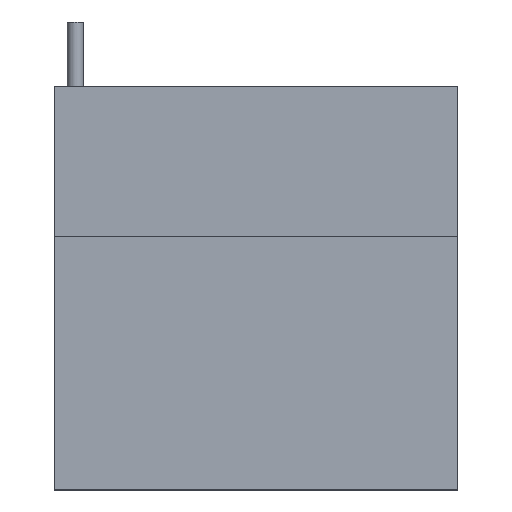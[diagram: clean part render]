
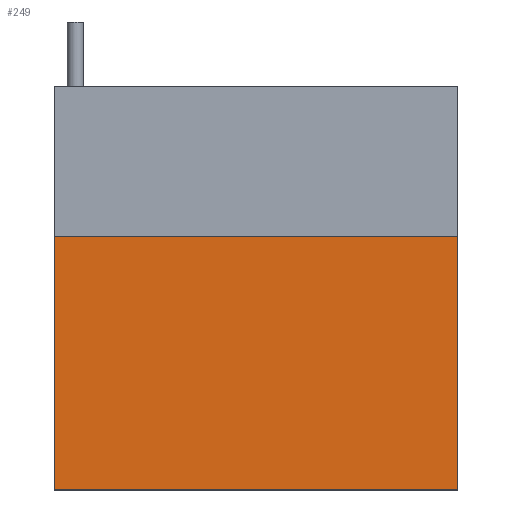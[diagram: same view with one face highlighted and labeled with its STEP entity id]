
A CAD part, top view. The second image highlights one B-rep face of the part: STEP entity #249.
In plain terms, the highlighted planar face has unit normal (0, 0, 1).
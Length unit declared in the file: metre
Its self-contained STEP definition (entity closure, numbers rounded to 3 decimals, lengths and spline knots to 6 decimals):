
#24=LINE('',#450,#48);
#28=LINE('',#458,#52);
#31=LINE('',#464,#55);
#33=LINE('',#467,#57);
#48=VECTOR('',#380,1.);
#52=VECTOR('',#386,1.);
#55=VECTOR('',#391,1.);
#57=VECTOR('',#395,1.);
#81=PLANE('',#322);
#131=ORIENTED_EDGE('',*,*,#157,.F.);
#132=ORIENTED_EDGE('',*,*,#161,.F.);
#133=ORIENTED_EDGE('',*,*,#164,.T.);
#134=ORIENTED_EDGE('',*,*,#166,.F.);
#157=EDGE_CURVE('',#181,#182,#24,.T.);
#161=EDGE_CURVE('',#184,#181,#28,.T.);
#164=EDGE_CURVE('',#184,#186,#31,.T.);
#166=EDGE_CURVE('',#182,#186,#33,.T.);
#181=VERTEX_POINT('',#449);
#182=VERTEX_POINT('',#451);
#184=VERTEX_POINT('',#457);
#186=VERTEX_POINT('',#463);
#209=EDGE_LOOP('',(#131,#132,#133,#134));
#229=FACE_BOUND('',#209,.T.);
#249=ADVANCED_FACE('',(#229),#81,.T.);
#322=AXIS2_PLACEMENT_3D('',#468,#396,#397);
#380=DIRECTION('',(0.,-1.,0.));
#386=DIRECTION('',(1.,0.,0.));
#391=DIRECTION('',(0.,-1.,0.));
#395=DIRECTION('',(-1.,0.,0.));
#396=DIRECTION('',(0.,0.,1.));
#397=DIRECTION('',(1.,0.,0.));
#449=CARTESIAN_POINT('',(0.01,0.002545,0.00588));
#450=CARTESIAN_POINT('',(0.01,-0.003727,0.00588));
#451=CARTESIAN_POINT('',(0.01,-0.01,0.00588));
#457=CARTESIAN_POINT('',(-0.01,0.002545,0.00588));
#458=CARTESIAN_POINT('',(0.,0.002545,0.00588));
#463=CARTESIAN_POINT('',(-0.01,-0.01,0.00588));
#464=CARTESIAN_POINT('',(-0.01,-0.003727,0.00588));
#467=CARTESIAN_POINT('',(0.,-0.01,0.00588));
#468=CARTESIAN_POINT('',(0.,0.,0.00588));
